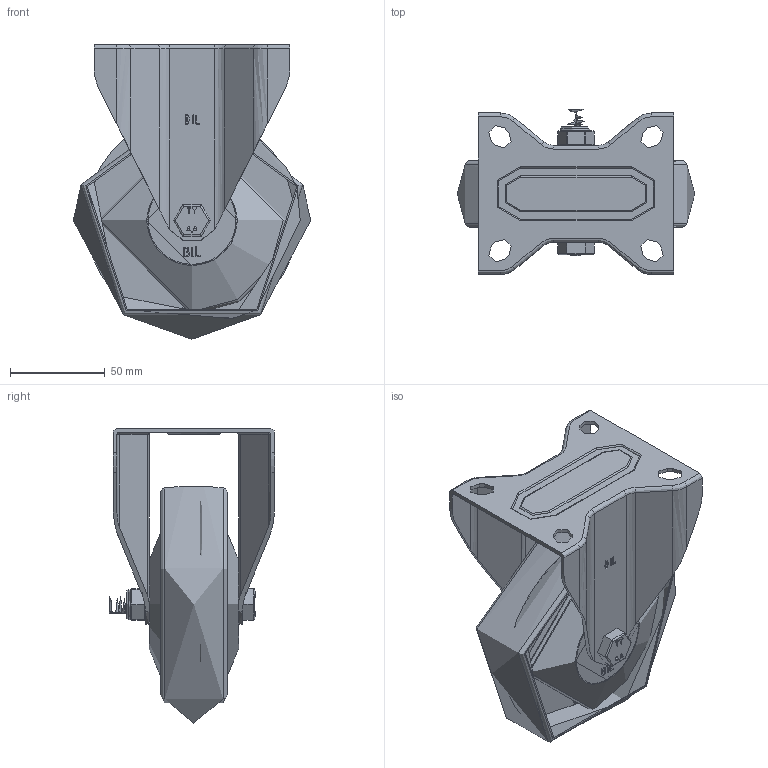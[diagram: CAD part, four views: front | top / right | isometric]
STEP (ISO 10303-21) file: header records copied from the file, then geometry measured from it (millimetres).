
FILE_DESCRIPTION(/* description */ ('','CAx-IF Rec.Pracs.---Representation and Presentation of Product Manufacturing Information (PMI)---4.0---2014-10-13'),/* implementation_level */ '2;1');
FILE_NAME(/* name */ 'BZMMF125NYG.step',/* time_stamp */ '2024-11-29T09:20:56Z',/* author */ (''),/* organization */ (''),/* preprocessor_version */ 'ST-DEVELOPER v20',/* originating_system */ 'Autodesk Translation Framework v13.20.0.188',/* authorisation */ '');
FILE_SCHEMA (('AP242_MANAGED_MODEL_BASED_3D_ENGINEERING_MIM_LF { 1 0 10303 442 1 1 4 }'));
Length unit declared in the file: millimetre
Products named in the file (17): BZMMF125NYG; BZMMF125AS - 47 v2; ZINC PLATED, PRESSED STEEL BRACKET; BZH125WNY v1; WHITE NYLON WHEEL; TUBEM15X45 v1; ZINC PLATED, STEEL TUBE; TG100/10 v4; TG100/10; TG100/10 v4 (1); TG100/10 (1); HEXBOLTM10X70Z8.8 v2; GRADE 8.8 THREADED ZINC PLATED BOLT; NYLOCM10Z v1; NYLOC NUT; RUBBER; NUT
Assembly tree (16 placements, depth 4):
  BZMMF125NYG
    BZMMF125AS - 47 v2
      ZINC PLATED, PRESSED STEEL BRACKET
    BZH125WNY v1
      WHITE NYLON WHEEL
    TUBEM15X45 v1
      ZINC PLATED, STEEL TUBE
    TG100/10 v4
      TG100/10
    TG100/10 v4 (1)
      TG100/10 (1)
    HEXBOLTM10X70Z8.8 v2
      GRADE 8.8 THREADED ZINC PLATED BOLT
    NYLOCM10Z v1
      NYLOC NUT
        RUBBER
        NUT
Bounding box: 125 x 87 x 155 mm (x, y, z)
Volume: 232419.3 mm3; surface area: 141966.2 mm2
Topology: 8 solids, 8 shells, 717 faces, 1860 edges, 1205 vertices
Faces by surface type: plane 264, bspline 253, cylinder 143, torus 39, sphere 12, cone 6
Full cylindrical faces by diameter (mm): 8.141 x18, 9.85 x19, 10 x3, 10.2 x3, 10.5 x2, 12 x2, 14.95 x1, 15.2 x1, 16 x2, 98 x2, 99 x2, 112 x2
Entity records: 29714 total; most frequent: CARTESIAN_POINT 13361, ORIENTED_EDGE 3712, DIRECTION 2573, EDGE_CURVE 1856, VERTEX_POINT 1205, LINE 959, VECTOR 959, AXIS2_PLACEMENT_3D 807
